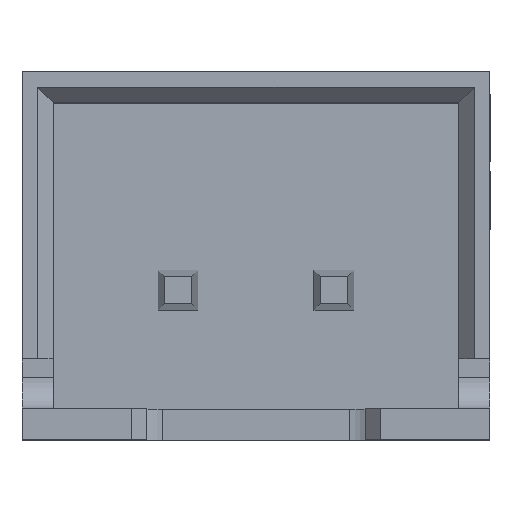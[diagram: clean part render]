
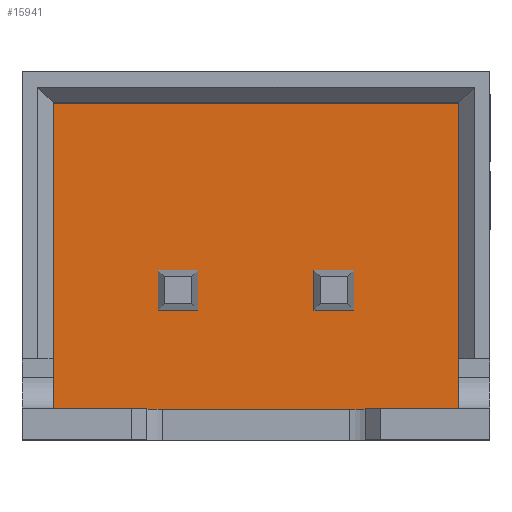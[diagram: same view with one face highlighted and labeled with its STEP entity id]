
A CAD part, top view. The second image highlights one B-rep face of the part: STEP entity #15941.
In plain terms, the highlighted planar face has unit normal (0, 0, 1).
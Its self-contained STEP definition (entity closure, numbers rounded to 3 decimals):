
#84 = CARTESIAN_POINT ( 'NONE',  ( 0.93, -0.23, 1. ) ) ;
#647 = CARTESIAN_POINT ( 'NONE',  ( -3.25, 2.45, 1. ) ) ;
#794 = DIRECTION ( 'NONE',  ( 0., -1., 0. ) ) ;
#1109 = CARTESIAN_POINT ( 'NONE',  ( 1.57, 2.95, 1. ) ) ;
#1192 = CARTESIAN_POINT ( 'NONE',  ( -3.25, -2.45, 1. ) ) ;
#1523 = DIRECTION ( 'NONE',  ( 1., 0., 0. ) ) ;
#1698 = CARTESIAN_POINT ( 'NONE',  ( -3.25, 2.45, 1. ) ) ;
#1927 = VERTEX_POINT ( 'NONE', #10672 ) ;
#1928 = LINE ( 'NONE', #647, #7572 ) ;
#2152 = DIRECTION ( 'NONE',  ( 0., 1., 0. ) ) ;
#2198 = LINE ( 'NONE', #10034, #6041 ) ;
#2308 = LINE ( 'NONE', #11331, #5174 ) ;
#2439 = VECTOR ( 'NONE', #16439, 1000. ) ;
#2937 = VECTOR ( 'NONE', #9906, 1000. ) ;
#2961 = LINE ( 'NONE', #14911, #2937 ) ;
#3306 = EDGE_CURVE ( 'NONE', #13548, #9618, #2198, .T. ) ;
#3428 = CARTESIAN_POINT ( 'NONE',  ( 0.93, 2.95, 1. ) ) ;
#3829 = ORIENTED_EDGE ( 'NONE', *, *, #16085, .T. ) ;
#3871 = VERTEX_POINT ( 'NONE', #12130 ) ;
#4504 = DIRECTION ( 'NONE',  ( 0., -1., 0. ) ) ;
#4819 = AXIS2_PLACEMENT_3D ( 'NONE', #14744, #9580, #4504 ) ;
#4955 = EDGE_CURVE ( 'NONE', #1927, #13948, #10072, .T. ) ;
#5174 = VECTOR ( 'NONE', #16506, 1000. ) ;
#5359 = CARTESIAN_POINT ( 'NONE',  ( -1.57, -0.23, 1. ) ) ;
#5526 = EDGE_LOOP ( 'NONE', ( #6643, #15956, #10526, #3829 ) ) ;
#5527 = VERTEX_POINT ( 'NONE', #10840 ) ;
#5850 = DIRECTION ( 'NONE',  ( 0., -1., 0. ) ) ;
#6041 = VECTOR ( 'NONE', #12863, 1000. ) ;
#6230 = ORIENTED_EDGE ( 'NONE', *, *, #9035, .T. ) ;
#6274 = PLANE ( 'NONE',  #4819 ) ;
#6321 = DIRECTION ( 'NONE',  ( 0., -1., 0. ) ) ;
#6414 = CARTESIAN_POINT ( 'NONE',  ( 0., -0.87, 1. ) ) ;
#6433 = FACE_BOUND ( 'NONE', #11926, .T. ) ;
#6588 = CARTESIAN_POINT ( 'NONE',  ( -0.93, -0.87, 1. ) ) ;
#6643 = ORIENTED_EDGE ( 'NONE', *, *, #12860, .T. ) ;
#6811 = VECTOR ( 'NONE', #794, 1000. ) ;
#6971 = VECTOR ( 'NONE', #14434, 1000. ) ;
#7273 = EDGE_LOOP ( 'NONE', ( #13255, #9060, #12589, #6230 ) ) ;
#7525 = ORIENTED_EDGE ( 'NONE', *, *, #3306, .T. ) ;
#7572 = VECTOR ( 'NONE', #5850, 1000. ) ;
#7692 = ORIENTED_EDGE ( 'NONE', *, *, #11497, .T. ) ;
#8205 = VECTOR ( 'NONE', #16177, 1000. ) ;
#8228 = VERTEX_POINT ( 'NONE', #8337 ) ;
#8337 = CARTESIAN_POINT ( 'NONE',  ( 1.57, -0.23, 1. ) ) ;
#8445 = VECTOR ( 'NONE', #6321, 1000. ) ;
#8609 = EDGE_CURVE ( 'NONE', #12877, #5527, #16440, .T. ) ;
#8710 = VERTEX_POINT ( 'NONE', #6588 ) ;
#9035 = EDGE_CURVE ( 'NONE', #8228, #12877, #12798, .T. ) ;
#9060 = ORIENTED_EDGE ( 'NONE', *, *, #13389, .T. ) ;
#9580 = DIRECTION ( 'NONE',  ( 0., 0., 1. ) ) ;
#9618 = VERTEX_POINT ( 'NONE', #5359 ) ;
#9736 = LINE ( 'NONE', #12457, #6811 ) ;
#9906 = DIRECTION ( 'NONE',  ( -1., 0., 0. ) ) ;
#10034 = CARTESIAN_POINT ( 'NONE',  ( -1.57, 2.95, 1. ) ) ;
#10072 = LINE ( 'NONE', #11083, #8205 ) ;
#10359 = FACE_OUTER_BOUND ( 'NONE', #5526, .T. ) ;
#10526 = ORIENTED_EDGE ( 'NONE', *, *, #16600, .T. ) ;
#10572 = VECTOR ( 'NONE', #2152, 1000. ) ;
#10616 = LINE ( 'NONE', #14517, #6971 ) ;
#10672 = CARTESIAN_POINT ( 'NONE',  ( 3.25, 2.45, 1. ) ) ;
#10840 = CARTESIAN_POINT ( 'NONE',  ( 0.93, -0.87, 1. ) ) ;
#11083 = CARTESIAN_POINT ( 'NONE',  ( 3.25, 2.45, 1. ) ) ;
#11331 = CARTESIAN_POINT ( 'NONE',  ( 0., -0.23, 1. ) ) ;
#11497 = EDGE_CURVE ( 'NONE', #8710, #13548, #2961, .T. ) ;
#11634 = CARTESIAN_POINT ( 'NONE',  ( -0.93, -0.23, 1. ) ) ;
#11926 = EDGE_LOOP ( 'NONE', ( #7692, #7525, #13759, #13423 ) ) ;
#11997 = VERTEX_POINT ( 'NONE', #11634 ) ;
#12057 = VERTEX_POINT ( 'NONE', #84 ) ;
#12130 = CARTESIAN_POINT ( 'NONE',  ( -3.25, -2.45, 1. ) ) ;
#12457 = CARTESIAN_POINT ( 'NONE',  ( -0.93, 2.95, 1. ) ) ;
#12553 = LINE ( 'NONE', #3428, #10572 ) ;
#12589 = ORIENTED_EDGE ( 'NONE', *, *, #15364, .T. ) ;
#12732 = VECTOR ( 'NONE', #1523, 1000. ) ;
#12798 = LINE ( 'NONE', #1109, #8445 ) ;
#12860 = EDGE_CURVE ( 'NONE', #13214, #1927, #10616, .T. ) ;
#12863 = DIRECTION ( 'NONE',  ( 0., 1., 0. ) ) ;
#12877 = VERTEX_POINT ( 'NONE', #13249 ) ;
#12887 = LINE ( 'NONE', #1192, #12732 ) ;
#12988 = FACE_BOUND ( 'NONE', #7273, .T. ) ;
#13137 = CARTESIAN_POINT ( 'NONE',  ( -1.57, -0.87, 1. ) ) ;
#13214 = VERTEX_POINT ( 'NONE', #13563 ) ;
#13249 = CARTESIAN_POINT ( 'NONE',  ( 1.57, -0.87, 1. ) ) ;
#13255 = ORIENTED_EDGE ( 'NONE', *, *, #8609, .T. ) ;
#13389 = EDGE_CURVE ( 'NONE', #5527, #12057, #12553, .T. ) ;
#13423 = ORIENTED_EDGE ( 'NONE', *, *, #14751, .T. ) ;
#13548 = VERTEX_POINT ( 'NONE', #13137 ) ;
#13560 = VECTOR ( 'NONE', #16624, 1000. ) ;
#13563 = CARTESIAN_POINT ( 'NONE',  ( 3.25, -2.45, 1. ) ) ;
#13748 = LINE ( 'NONE', #16190, #2439 ) ;
#13759 = ORIENTED_EDGE ( 'NONE', *, *, #14734, .T. ) ;
#13948 = VERTEX_POINT ( 'NONE', #1698 ) ;
#14434 = DIRECTION ( 'NONE',  ( 0., 1., 0. ) ) ;
#14517 = CARTESIAN_POINT ( 'NONE',  ( 3.25, -2.45, 1. ) ) ;
#14734 = EDGE_CURVE ( 'NONE', #9618, #11997, #13748, .T. ) ;
#14744 = CARTESIAN_POINT ( 'NONE',  ( 0., 2.95, 1. ) ) ;
#14751 = EDGE_CURVE ( 'NONE', #11997, #8710, #9736, .T. ) ;
#14911 = CARTESIAN_POINT ( 'NONE',  ( 0., -0.87, 1. ) ) ;
#15364 = EDGE_CURVE ( 'NONE', #12057, #8228, #2308, .T. ) ;
#15941 = ADVANCED_FACE ( 'NONE', ( #10359, #12988, #6433 ), #6274, .T. ) ;
#15956 = ORIENTED_EDGE ( 'NONE', *, *, #4955, .T. ) ;
#16085 = EDGE_CURVE ( 'NONE', #3871, #13214, #12887, .T. ) ;
#16177 = DIRECTION ( 'NONE',  ( -1., 0., 0. ) ) ;
#16190 = CARTESIAN_POINT ( 'NONE',  ( 0., -0.23, 1. ) ) ;
#16439 = DIRECTION ( 'NONE',  ( 1., 0., 0. ) ) ;
#16440 = LINE ( 'NONE', #6414, #13560 ) ;
#16506 = DIRECTION ( 'NONE',  ( 1., 0., 0. ) ) ;
#16600 = EDGE_CURVE ( 'NONE', #13948, #3871, #1928, .T. ) ;
#16624 = DIRECTION ( 'NONE',  ( -1., 0., 0. ) ) ;
